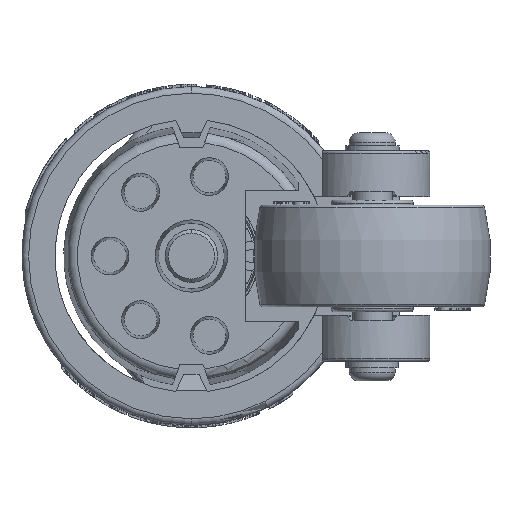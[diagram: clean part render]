
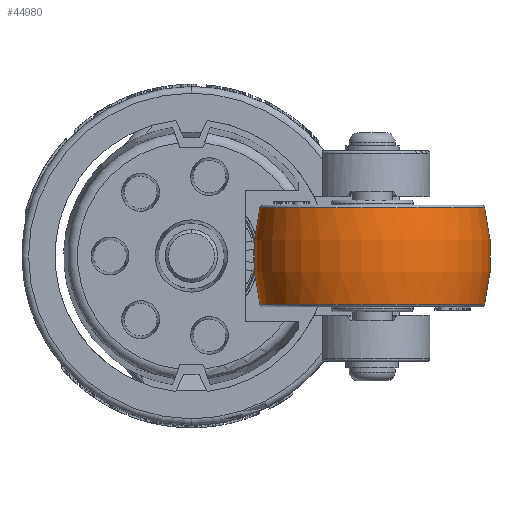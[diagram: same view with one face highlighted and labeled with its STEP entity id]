
A CAD part, front view. The second image highlights one B-rep face of the part: STEP entity #44980.
In plain terms, the highlighted toroidal (fillet/blend) face has major radius 24 mm and minor radius 60 mm.
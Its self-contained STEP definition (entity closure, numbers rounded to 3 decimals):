
#1536 = DIRECTION ( 'NONE',  ( 0., 0., -1. ) ) ;
#4190 = DIRECTION ( 'NONE',  ( 0., 0., 1. ) ) ;
#7631 = EDGE_CURVE ( 'NONE', #19119, #14669, #59552, .T. ) ;
#8621 = AXIS2_PLACEMENT_3D ( 'NONE', #46689, #4190, #53853 ) ;
#8637 = CARTESIAN_POINT ( 'NONE',  ( 55., 9., 0. ) ) ;
#8860 = CARTESIAN_POINT ( 'NONE',  ( 89.16, 9., -14.746 ) ) ;
#14669 = VERTEX_POINT ( 'NONE', #8860 ) ;
#19119 = VERTEX_POINT ( 'NONE', #55569 ) ;
#19325 = AXIS2_PLACEMENT_3D ( 'NONE', #24736, #74440, #31858 ) ;
#21542 = DIRECTION ( 'NONE',  ( 0., -1., 0. ) ) ;
#23004 = AXIS2_PLACEMENT_3D ( 'NONE', #8637, #1536, #72317 ) ;
#24736 = CARTESIAN_POINT ( 'NONE',  ( 55., 9., 14.746 ) ) ;
#25352 = CIRCLE ( 'NONE', #26819, 60. ) ;
#26819 = AXIS2_PLACEMENT_3D ( 'NONE', #64137, #21542, #71286 ) ;
#27740 = FACE_OUTER_BOUND ( 'NONE', #31104, .T. ) ;
#30465 = CARTESIAN_POINT ( 'NONE',  ( 20.84, 9., 14.746 ) ) ;
#30747 = ORIENTED_EDGE ( 'NONE', *, *, #7631, .F. ) ;
#31104 = EDGE_LOOP ( 'NONE', ( #30747, #67340, #83226, #76040 ) ) ;
#31858 = DIRECTION ( 'NONE',  ( -1., 0., 0. ) ) ;
#38641 = AXIS2_PLACEMENT_3D ( 'NONE', #84270, #41777, #91346 ) ;
#41777 = DIRECTION ( 'NONE',  ( 0., 1., 0. ) ) ;
#43208 = EDGE_CURVE ( 'NONE', #65698, #14669, #56237, .T. ) ;
#44144 = CIRCLE ( 'NONE', #19325, 34.16 ) ;
#44980 = ADVANCED_FACE ( 'NONE', ( #27740 ), #82144, .T. ) ;
#46689 = CARTESIAN_POINT ( 'NONE',  ( 55., 9., -14.746 ) ) ;
#47146 = EDGE_CURVE ( 'NONE', #51780, #65698, #25352, .T. ) ;
#51780 = VERTEX_POINT ( 'NONE', #30465 ) ;
#53853 = DIRECTION ( 'NONE',  ( 1., 0., 0. ) ) ;
#55569 = CARTESIAN_POINT ( 'NONE',  ( 89.16, 9., 14.746 ) ) ;
#56237 = CIRCLE ( 'NONE', #8621, 34.16 ) ;
#59552 = CIRCLE ( 'NONE', #38641, 60. ) ;
#64137 = CARTESIAN_POINT ( 'NONE',  ( 79., 9., 0. ) ) ;
#65698 = VERTEX_POINT ( 'NONE', #79782 ) ;
#67340 = ORIENTED_EDGE ( 'NONE', *, *, #81532, .T. ) ;
#71286 = DIRECTION ( 'NONE',  ( 0., 0., -1. ) ) ;
#72317 = DIRECTION ( 'NONE',  ( -1., 0., 0. ) ) ;
#74440 = DIRECTION ( 'NONE',  ( 0., 0., -1. ) ) ;
#76040 = ORIENTED_EDGE ( 'NONE', *, *, #43208, .T. ) ;
#79782 = CARTESIAN_POINT ( 'NONE',  ( 20.84, 9., -14.746 ) ) ;
#81532 = EDGE_CURVE ( 'NONE', #19119, #51780, #44144, .T. ) ;
#82144 = TOROIDAL_SURFACE ( 'NONE', #23004, -24., 60. ) ;
#83226 = ORIENTED_EDGE ( 'NONE', *, *, #47146, .T. ) ;
#84270 = CARTESIAN_POINT ( 'NONE',  ( 31., 9., 0. ) ) ;
#91346 = DIRECTION ( 'NONE',  ( -1., 0., 0. ) ) ;
